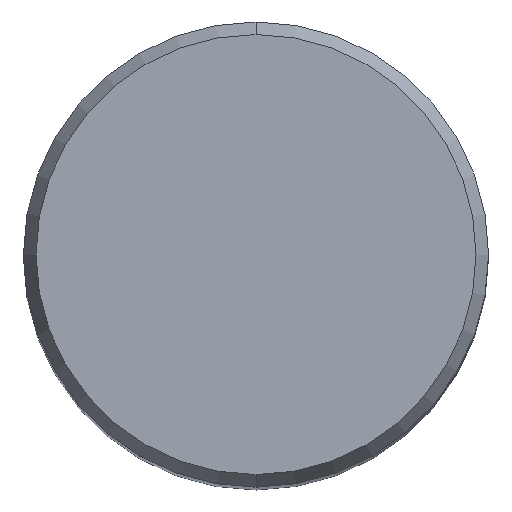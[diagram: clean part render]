
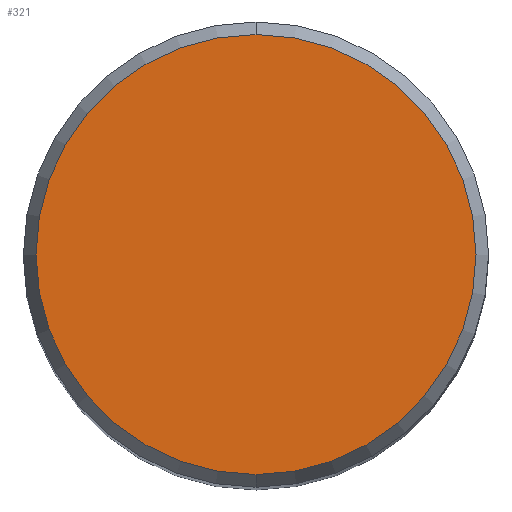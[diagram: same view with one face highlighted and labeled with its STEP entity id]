
A CAD part, top view. The second image highlights one B-rep face of the part: STEP entity #321.
In plain terms, the highlighted planar face has unit normal (0, 0, 1).
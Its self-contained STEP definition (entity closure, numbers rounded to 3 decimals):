
#135=VERTEX_POINT('',#355);
#155=VERTEX_POINT('',#379);
#183=EDGE_CURVE('',#135,#155,#413,.T.);
#279=EDGE_CURVE('',#155,#135,#519,.T.);
#321=ADVANCED_FACE('',(#565),#566,.T.);
#355=CARTESIAN_POINT('',(0.0,12.012,0.0));
#379=CARTESIAN_POINT('',(0.,-12.012,0.0));
#413=CIRCLE('',#664,12.012);
#519=CIRCLE('',#805,12.012);
#565=FACE_OUTER_BOUND('',#869,.T.);
#566=PLANE('',#870);
#664=AXIS2_PLACEMENT_3D('',#979,#980,#981);
#805=AXIS2_PLACEMENT_3D('',#1113,#1114,#1115);
#869=EDGE_LOOP('',(#1168,#1169));
#870=AXIS2_PLACEMENT_3D('',#1170,#1171,#1172);
#979=CARTESIAN_POINT('',(0.0,0.0,0.0));
#980=DIRECTION('',(0.0,0.0,-1.0));
#981=DIRECTION('',(0.0,1.0,0.0));
#1113=CARTESIAN_POINT('',(0.0,0.0,0.0));
#1114=DIRECTION('',(0.0,0.0,-1.0));
#1115=DIRECTION('',(0.0,1.0,0.0));
#1168=ORIENTED_EDGE('',*,*,#183,.F.);
#1169=ORIENTED_EDGE('',*,*,#279,.F.);
#1170=CARTESIAN_POINT('',(0.0,6.006,0.0));
#1171=DIRECTION('',(-0.0,0.0,1.0));
#1172=DIRECTION('',(0.0,-1.0,0.0));
